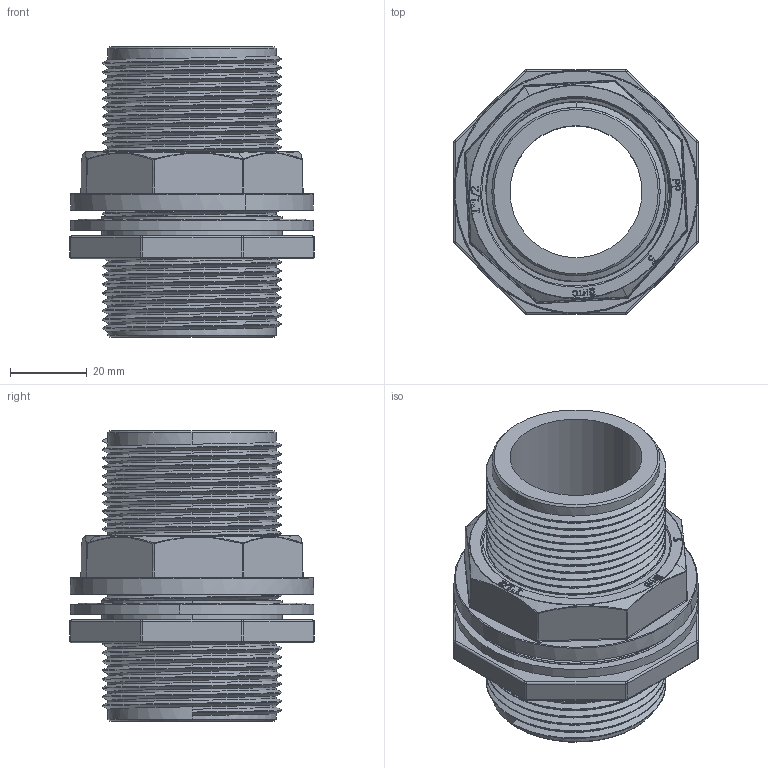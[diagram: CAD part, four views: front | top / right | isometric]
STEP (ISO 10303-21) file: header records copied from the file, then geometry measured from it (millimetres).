
FILE_DESCRIPTION (( 'STEP AP214' ), '1' );
FILE_NAME ('1 1-2.STEP', '2025-02-12T10:55:41', ( '' ), ( '' ), 'SwSTEP 2.0', 'SolidWorks 2023', '' );
FILE_SCHEMA (( 'AUTOMOTIVE_DESIGN' ));
Length unit declared in the file: millimetre
Products named in the file (4): 2023-104=1 1-2; 1 1-2; 2023-085  1 1-2
Assembly tree (3 placements, depth 2):
  1 1-2
    1 1-2
    2023-104=1 1-2
    2023-085  1 1-2
Bounding box: 64 x 64 x 76 mm (x, y, z)
Volume: 80123 mm3; surface area: 43748.6 mm2
Topology: 3 solids, 3 shells, 479 faces, 1196 edges, 764 vertices
Faces by surface type: plane 171, cylinder 126, bspline 110, cone 44, torus 28
Entity records: 36655 total; most frequent: CARTESIAN_POINT 26202, ORIENTED_EDGE 2392, DIRECTION 1788, EDGE_CURVE 1196, VERTEX_POINT 764, AXIS2_PLACEMENT_3D 637, EDGE_LOOP 526, VECTOR 514
